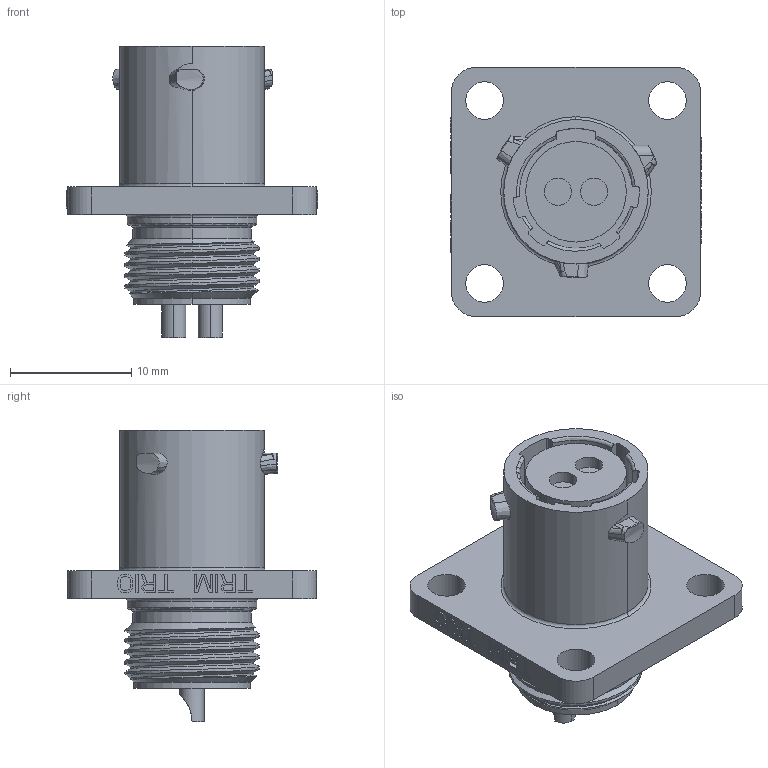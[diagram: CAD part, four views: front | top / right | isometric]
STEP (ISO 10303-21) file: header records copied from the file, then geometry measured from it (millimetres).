
FILE_DESCRIPTION((''),'2;1');
FILE_NAME('UTS08E2S','2011-04-04T',('vsorin'),('SOURIAU'),'PRO/ENGINEER BY PARAMETRIC TECHNOLOGY CORPORATION, 2010140','PRO/ENGINEER BY PARAMETRIC TECHNOLOGY CORPORATION, 2010140','');
FILE_SCHEMA(('CONFIG_CONTROL_DESIGN'));
Length unit declared in the file: millimetre
Products named in the file (1): UTS08E2S
Bounding box: 20.75 x 20.55 x 24.07 mm (x, y, z)
Surface area: 2711.2 mm2 (no closed solid volume)
Topology: 0 solids, 5 shells, 301 faces, 1251 edges, 924 vertices
Faces by surface type: plane 175, cylinder 68, bspline 28, torus 13, cone 7, extrusion 7, sphere 3
Entity records: 16320 total; most frequent: CARTESIAN_POINT 6409, ORIENTED_EDGE 1970, DIRECTION 1812, EDGE_CURVE 1251, VECTOR 954, LINE 947, VERTEX_POINT 924, AXIS2_PLACEMENT_3D 429
